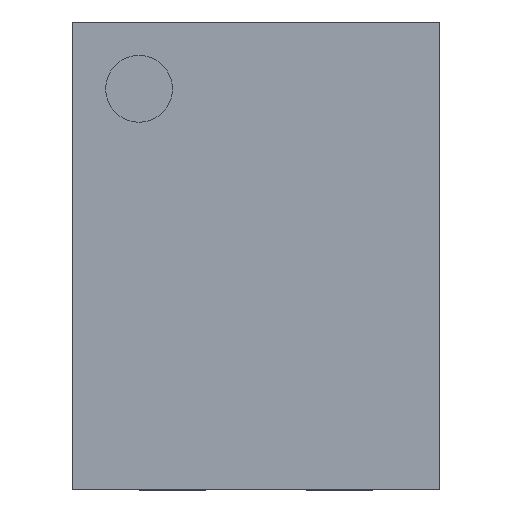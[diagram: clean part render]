
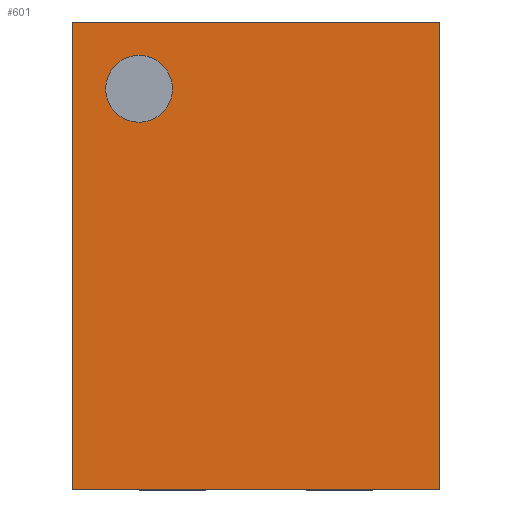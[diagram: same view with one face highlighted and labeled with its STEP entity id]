
A CAD part, top view. The second image highlights one B-rep face of the part: STEP entity #601.
In plain terms, the highlighted planar face has unit normal (0, 0, 1).
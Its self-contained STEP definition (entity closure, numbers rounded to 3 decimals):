
#13=FACE_BOUND('',#105,.T.);
#14=CIRCLE('',#653,0.1);
#66=FACE_OUTER_BOUND('',#104,.T.);
#104=EDGE_LOOP('',(#519,#520,#521,#522));
#105=EDGE_LOOP('',(#523));
#170=LINE('',#962,#243);
#173=LINE('',#968,#246);
#176=LINE('',#974,#249);
#179=LINE('',#978,#252);
#243=VECTOR('',#797,10.);
#246=VECTOR('',#802,10.);
#249=VECTOR('',#807,10.);
#252=VECTOR('',#812,10.);
#293=VERTEX_POINT('',#949);
#297=VERTEX_POINT('',#959);
#298=VERTEX_POINT('',#961);
#300=VERTEX_POINT('',#967);
#302=VERTEX_POINT('',#973);
#363=EDGE_CURVE('',#293,#293,#14,.T.);
#368=EDGE_CURVE('',#298,#297,#170,.T.);
#371=EDGE_CURVE('',#300,#298,#173,.T.);
#374=EDGE_CURVE('',#302,#300,#176,.T.);
#377=EDGE_CURVE('',#297,#302,#179,.T.);
#519=ORIENTED_EDGE('',*,*,#377,.T.);
#520=ORIENTED_EDGE('',*,*,#374,.T.);
#521=ORIENTED_EDGE('',*,*,#371,.T.);
#522=ORIENTED_EDGE('',*,*,#368,.T.);
#523=ORIENTED_EDGE('',*,*,#363,.T.);
#563=PLANE('',#660);
#601=ADVANCED_FACE('',(#66,#13),#563,.T.);
#653=AXIS2_PLACEMENT_3D('',#950,#786,#787);
#660=AXIS2_PLACEMENT_3D('',#979,#813,#814);
#786=DIRECTION('center_axis',(0.,0.,-1.));
#787=DIRECTION('ref_axis',(-1.,0.,0.));
#797=DIRECTION('',(1.,0.,0.));
#802=DIRECTION('',(0.,-1.,0.));
#807=DIRECTION('',(-1.,0.,0.));
#812=DIRECTION('',(0.,1.,0.));
#813=DIRECTION('center_axis',(0.,0.,1.));
#814=DIRECTION('ref_axis',(1.,0.,0.));
#949=CARTESIAN_POINT('',(-0.25,0.5,0.38));
#950=CARTESIAN_POINT('Origin',(-0.35,0.5,0.38));
#959=CARTESIAN_POINT('',(0.55,-0.7,0.38));
#961=CARTESIAN_POINT('',(-0.55,-0.7,0.38));
#962=CARTESIAN_POINT('',(-0.55,-0.7,0.38));
#967=CARTESIAN_POINT('',(-0.55,0.7,0.38));
#968=CARTESIAN_POINT('',(-0.55,0.7,0.38));
#973=CARTESIAN_POINT('',(0.55,0.7,0.38));
#974=CARTESIAN_POINT('',(0.55,0.7,0.38));
#978=CARTESIAN_POINT('',(0.55,-0.7,0.38));
#979=CARTESIAN_POINT('Origin',(0.,0.,
0.38));
